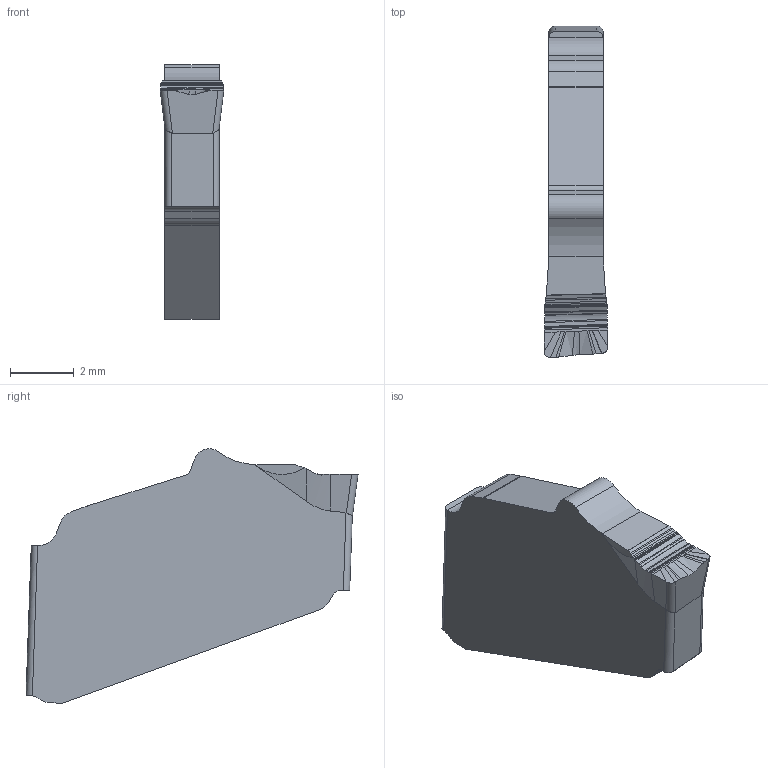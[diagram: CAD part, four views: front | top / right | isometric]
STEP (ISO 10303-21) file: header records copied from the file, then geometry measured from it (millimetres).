
FILE_DESCRIPTION(/* description */ (''),/* implementation_level */ '2;1');
FILE_NAME(/* name */ 'GW1M0200D020R05-GS.stp',/* time_stamp */ '2021-08-05T09:34:41+09:00',/* author */ (''),/* organization */ (''),/* preprocessor_version */ 'ST-DEVELOPER v16',/* originating_system */ 'SIEMENS PLM Software NX 10.0',/* authorisation */ '');
FILE_SCHEMA (('AUTOMOTIVE_DESIGN { 1 0 10303 214 3 1 1 1 }'));
Length unit declared in the file: millimetre
Products named in the file (1): GW1M0200D020R05-GS
Bounding box: 2 x 10.42 x 7.99 mm (x, y, z)
Volume: 92.5 mm3; surface area: 160.4 mm2
Topology: 1 solids, 1 shells, 79 faces, 305 edges, 318 vertices
Faces by surface type: bspline 32, plane 26, cylinder 18, extrusion 3
Entity records: 4441 total; most frequent: CARTESIAN_POINT 2030, ORIENTED_EDGE 434, DIRECTION 323, EDGE_CURVE 217, VERTEX_POINT 140, VECTOR 137, LINE 134, B_SPLINE_CURVE_WITH_KNOTS 129
